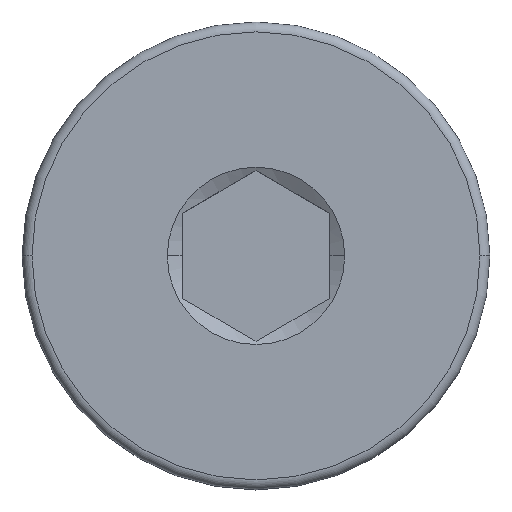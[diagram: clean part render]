
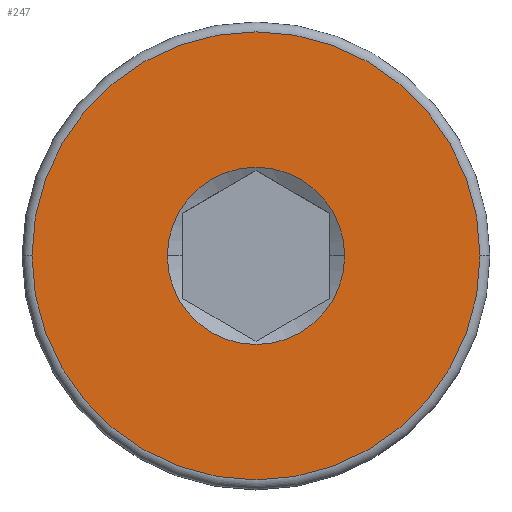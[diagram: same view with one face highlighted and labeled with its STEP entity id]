
A CAD part, top view. The second image highlights one B-rep face of the part: STEP entity #247.
In plain terms, the highlighted planar face has unit normal (0, 0, 1).
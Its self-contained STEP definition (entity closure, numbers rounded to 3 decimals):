
#10 = VERTEX_POINT ( 'NONE', #402 ) ;
#20 = EDGE_LOOP ( 'NONE', ( #810, #144 ) ) ;
#31 = DIRECTION ( 'NONE',  ( 1., 0., 0. ) ) ;
#50 = CARTESIAN_POINT ( 'NONE',  ( 4.55, 0., 2.5 ) ) ;
#114 = DIRECTION ( 'NONE',  ( 1., 0., 0. ) ) ;
#144 = ORIENTED_EDGE ( 'NONE', *, *, #771, .T. ) ;
#161 = CARTESIAN_POINT ( 'NONE',  ( 0., 0., 2.5 ) ) ;
#206 = FACE_BOUND ( 'NONE', #834, .T. ) ;
#234 = DIRECTION ( 'NONE',  ( 0., 0., -1. ) ) ;
#235 = EDGE_CURVE ( 'NONE', #298, #323, #730, .T. ) ;
#239 = DIRECTION ( 'NONE',  ( 0., 0., 1. ) ) ;
#247 = ADVANCED_FACE ( 'PLANAR_0', ( #206, #439 ), #651, .F. ) ;
#259 = CARTESIAN_POINT ( 'NONE',  ( 0., 0., 2.5 ) ) ;
#298 = VERTEX_POINT ( 'NONE', #50 ) ;
#323 = VERTEX_POINT ( 'NONE', #604 ) ;
#345 = EDGE_CURVE ( 'NONE', #10, #523, #571, .T. ) ;
#348 = AXIS2_PLACEMENT_3D ( 'NONE', #259, #594, #114 ) ;
#362 = CIRCLE ( 'NONE', #348, 1.8 ) ;
#364 = AXIS2_PLACEMENT_3D ( 'NONE', #778, #239, #31 ) ;
#371 = EDGE_CURVE ( 'NONE', #523, #10, #362, .T. ) ;
#374 = DIRECTION ( 'NONE',  ( -1., 0., 0. ) ) ;
#378 = CARTESIAN_POINT ( 'NONE',  ( 0., 1.8, 2.5 ) ) ;
#379 = ORIENTED_EDGE ( 'NONE', *, *, #345, .F. ) ;
#384 = DIRECTION ( 'NONE',  ( 0., 0., 1. ) ) ;
#402 = CARTESIAN_POINT ( 'NONE',  ( -1.8, 0., 2.5 ) ) ;
#437 = DIRECTION ( 'NONE',  ( 0., 0., 1. ) ) ;
#439 = FACE_OUTER_BOUND ( 'NONE', #20, .T. ) ;
#444 = AXIS2_PLACEMENT_3D ( 'NONE', #805, #384, #864 ) ;
#460 = ORIENTED_EDGE ( 'NONE', *, *, #371, .F. ) ;
#523 = VERTEX_POINT ( 'NONE', #746 ) ;
#571 = CIRCLE ( 'NONE', #444, 1.8 ) ;
#594 = DIRECTION ( 'NONE',  ( 0., 0., 1. ) ) ;
#604 = CARTESIAN_POINT ( 'NONE',  ( -4.55, 0., 2.5 ) ) ;
#610 = AXIS2_PLACEMENT_3D ( 'NONE', #161, #437, #639 ) ;
#639 = DIRECTION ( 'NONE',  ( 1., 0., 0. ) ) ;
#651 = PLANE ( 'NONE',  #669 ) ;
#669 = AXIS2_PLACEMENT_3D ( 'NONE', #378, #234, #374 ) ;
#688 = CIRCLE ( 'NONE', #610, 4.55 ) ;
#730 = CIRCLE ( 'NONE', #364, 4.55 ) ;
#746 = CARTESIAN_POINT ( 'NONE',  ( 1.8, 0., 2.5 ) ) ;
#771 = EDGE_CURVE ( 'NONE', #323, #298, #688, .T. ) ;
#778 = CARTESIAN_POINT ( 'NONE',  ( 0., 0., 2.5 ) ) ;
#805 = CARTESIAN_POINT ( 'NONE',  ( 0., 0., 2.5 ) ) ;
#810 = ORIENTED_EDGE ( 'NONE', *, *, #235, .T. ) ;
#834 = EDGE_LOOP ( 'NONE', ( #460, #379 ) ) ;
#864 = DIRECTION ( 'NONE',  ( 1., 0., 0. ) ) ;
